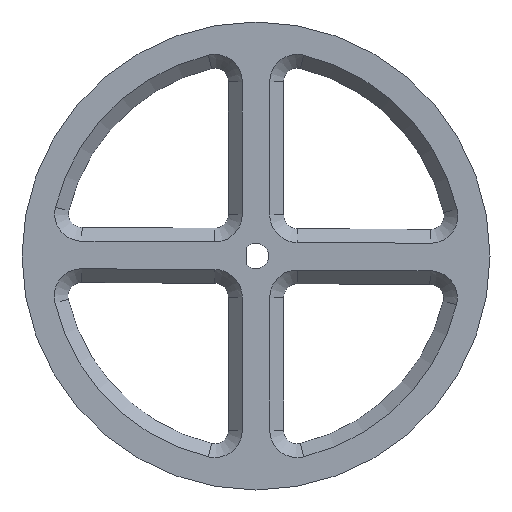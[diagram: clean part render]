
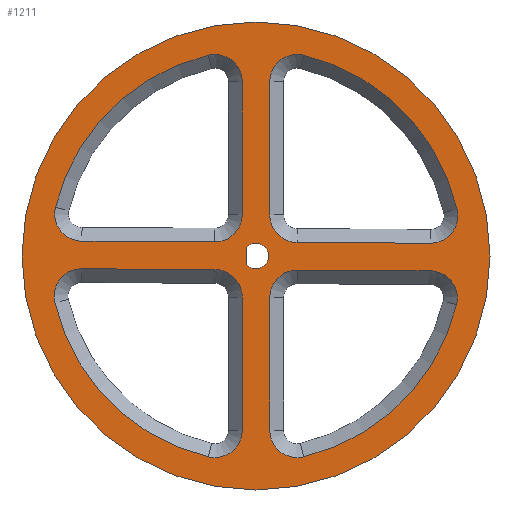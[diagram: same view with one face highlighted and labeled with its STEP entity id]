
A CAD part, front view. The second image highlights one B-rep face of the part: STEP entity #1211.
In plain terms, the highlighted planar face has unit normal (0, -1, 0).
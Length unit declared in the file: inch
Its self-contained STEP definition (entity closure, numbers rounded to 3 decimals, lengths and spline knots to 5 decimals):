
#16=FACE_BOUND('',#239,.T.);
#17=FACE_BOUND('',#240,.T.);
#18=FACE_BOUND('',#241,.T.);
#19=FACE_BOUND('',#242,.T.);
#20=FACE_BOUND('',#243,.T.);
#49=CIRCLE('',#1292,0.1248);
#51=CIRCLE('',#1296,0.1248);
#52=CIRCLE('',#1298,0.9374);
#55=CIRCLE('',#1302,0.1248);
#57=CIRCLE('',#1308,1.0625);
#58=CIRCLE('',#1309,0.1248);
#59=CIRCLE('',#1310,0.9374);
#60=CIRCLE('',#1311,0.1248);
#61=CIRCLE('',#1312,0.1248);
#62=CIRCLE('',#1313,0.1248);
#63=CIRCLE('',#1314,0.1248);
#64=CIRCLE('',#1315,0.9374);
#65=CIRCLE('',#1316,0.1248);
#66=CIRCLE('',#1317,0.0575);
#67=CIRCLE('',#1318,0.1248);
#68=CIRCLE('',#1319,0.1248);
#69=CIRCLE('',#1320,0.9374);
#70=CIRCLE('',#1321,0.1248);
#159=FACE_OUTER_BOUND('',#238,.T.);
#238=EDGE_LOOP('',(#855));
#239=EDGE_LOOP('',(#856,#857,#858,#859,#860,#861));
#240=EDGE_LOOP('',(#862,#863,#864,#865,#866,#867));
#241=EDGE_LOOP('',(#868,#869));
#242=EDGE_LOOP('',(#870,#871,#872,#873,#874,#875));
#243=EDGE_LOOP('',(#876,#877,#878,#879,#880,#881));
#322=LINE('',#1852,#430);
#327=LINE('',#1866,#435);
#337=LINE('',#1902,#445);
#338=LINE('',#1910,#446);
#339=LINE('',#1916,#447);
#340=LINE('',#1923,#448);
#341=LINE('',#1927,#449);
#342=LINE('',#1930,#450);
#343=LINE('',#1934,#451);
#430=VECTOR('',#1443,0.3937);
#435=VECTOR('',#1456,0.3937);
#445=VECTOR('',#1496,0.3937);
#446=VECTOR('',#1503,0.3937);
#447=VECTOR('',#1508,0.3937);
#448=VECTOR('',#1515,0.3937);
#449=VECTOR('',#1518,0.3937);
#450=VECTOR('',#1519,0.3937);
#451=VECTOR('',#1522,0.3937);
#538=VERTEX_POINT('',#1849);
#539=VERTEX_POINT('',#1851);
#542=VERTEX_POINT('',#1859);
#544=VERTEX_POINT('',#1864);
#546=VERTEX_POINT('',#1871);
#548=VERTEX_POINT('',#1876);
#553=VERTEX_POINT('',#1898);
#554=VERTEX_POINT('',#1900);
#555=VERTEX_POINT('',#1901);
#556=VERTEX_POINT('',#1903);
#557=VERTEX_POINT('',#1905);
#558=VERTEX_POINT('',#1907);
#559=VERTEX_POINT('',#1909);
#560=VERTEX_POINT('',#1912);
#561=VERTEX_POINT('',#1913);
#562=VERTEX_POINT('',#1915);
#563=VERTEX_POINT('',#1917);
#564=VERTEX_POINT('',#1919);
#565=VERTEX_POINT('',#1921);
#566=VERTEX_POINT('',#1924);
#567=VERTEX_POINT('',#1925);
#568=VERTEX_POINT('',#1928);
#569=VERTEX_POINT('',#1929);
#570=VERTEX_POINT('',#1931);
#571=VERTEX_POINT('',#1933);
#572=VERTEX_POINT('',#1935);
#573=VERTEX_POINT('',#1937);
#642=EDGE_CURVE('',#538,#539,#322,.T.);
#647=EDGE_CURVE('',#542,#538,#49,.T.);
#649=EDGE_CURVE('',#544,#542,#327,.T.);
#653=EDGE_CURVE('',#546,#544,#51,.T.);
#655=EDGE_CURVE('',#548,#546,#52,.T.);
#658=EDGE_CURVE('',#539,#548,#55,.T.);
#666=EDGE_CURVE('',#553,#553,#57,.T.);
#667=EDGE_CURVE('',#554,#555,#337,.T.);
#668=EDGE_CURVE('',#556,#554,#58,.T.);
#669=EDGE_CURVE('',#557,#556,#59,.T.);
#670=EDGE_CURVE('',#558,#557,#60,.T.);
#671=EDGE_CURVE('',#559,#558,#338,.T.);
#672=EDGE_CURVE('',#555,#559,#61,.T.);
#673=EDGE_CURVE('',#560,#561,#62,.T.);
#674=EDGE_CURVE('',#562,#560,#339,.T.);
#675=EDGE_CURVE('',#563,#562,#63,.T.);
#676=EDGE_CURVE('',#564,#563,#64,.T.);
#677=EDGE_CURVE('',#565,#564,#65,.T.);
#678=EDGE_CURVE('',#561,#565,#340,.T.);
#679=EDGE_CURVE('',#566,#567,#66,.T.);
#680=EDGE_CURVE('',#567,#566,#341,.T.);
#681=EDGE_CURVE('',#568,#569,#342,.T.);
#682=EDGE_CURVE('',#570,#568,#67,.T.);
#683=EDGE_CURVE('',#571,#570,#343,.T.);
#684=EDGE_CURVE('',#572,#571,#68,.T.);
#685=EDGE_CURVE('',#573,#572,#69,.T.);
#686=EDGE_CURVE('',#569,#573,#70,.T.);
#855=ORIENTED_EDGE('',*,*,#666,.T.);
#856=ORIENTED_EDGE('',*,*,#667,.F.);
#857=ORIENTED_EDGE('',*,*,#668,.F.);
#858=ORIENTED_EDGE('',*,*,#669,.F.);
#859=ORIENTED_EDGE('',*,*,#670,.F.);
#860=ORIENTED_EDGE('',*,*,#671,.F.);
#861=ORIENTED_EDGE('',*,*,#672,.F.);
#862=ORIENTED_EDGE('',*,*,#673,.F.);
#863=ORIENTED_EDGE('',*,*,#674,.F.);
#864=ORIENTED_EDGE('',*,*,#675,.F.);
#865=ORIENTED_EDGE('',*,*,#676,.F.);
#866=ORIENTED_EDGE('',*,*,#677,.F.);
#867=ORIENTED_EDGE('',*,*,#678,.F.);
#868=ORIENTED_EDGE('',*,*,#679,.T.);
#869=ORIENTED_EDGE('',*,*,#680,.T.);
#870=ORIENTED_EDGE('',*,*,#681,.F.);
#871=ORIENTED_EDGE('',*,*,#682,.F.);
#872=ORIENTED_EDGE('',*,*,#683,.F.);
#873=ORIENTED_EDGE('',*,*,#684,.F.);
#874=ORIENTED_EDGE('',*,*,#685,.F.);
#875=ORIENTED_EDGE('',*,*,#686,.F.);
#876=ORIENTED_EDGE('',*,*,#642,.F.);
#877=ORIENTED_EDGE('',*,*,#647,.F.);
#878=ORIENTED_EDGE('',*,*,#649,.F.);
#879=ORIENTED_EDGE('',*,*,#653,.F.);
#880=ORIENTED_EDGE('',*,*,#655,.F.);
#881=ORIENTED_EDGE('',*,*,#658,.F.);
#1179=PLANE('',#1307);
#1211=ADVANCED_FACE('',(#159,#16,#17,#18,#19,#20),#1179,.T.);
#1292=AXIS2_PLACEMENT_3D('',#1861,#1451,#1452);
#1296=AXIS2_PLACEMENT_3D('',#1873,#1463,#1464);
#1298=AXIS2_PLACEMENT_3D('',#1878,#1468,#1469);
#1302=AXIS2_PLACEMENT_3D('',#1882,#1476,#1477);
#1307=AXIS2_PLACEMENT_3D('',#1897,#1492,#1493);
#1308=AXIS2_PLACEMENT_3D('',#1899,#1494,#1495);
#1309=AXIS2_PLACEMENT_3D('',#1904,#1497,#1498);
#1310=AXIS2_PLACEMENT_3D('',#1906,#1499,#1500);
#1311=AXIS2_PLACEMENT_3D('',#1908,#1501,#1502);
#1312=AXIS2_PLACEMENT_3D('',#1911,#1504,#1505);
#1313=AXIS2_PLACEMENT_3D('',#1914,#1506,#1507);
#1314=AXIS2_PLACEMENT_3D('',#1918,#1509,#1510);
#1315=AXIS2_PLACEMENT_3D('',#1920,#1511,#1512);
#1316=AXIS2_PLACEMENT_3D('',#1922,#1513,#1514);
#1317=AXIS2_PLACEMENT_3D('',#1926,#1516,#1517);
#1318=AXIS2_PLACEMENT_3D('',#1932,#1520,#1521);
#1319=AXIS2_PLACEMENT_3D('',#1936,#1523,#1524);
#1320=AXIS2_PLACEMENT_3D('',#1938,#1525,#1526);
#1321=AXIS2_PLACEMENT_3D('',#1939,#1527,#1528);
#1443=DIRECTION('',(0.,0.,-1.));
#1451=DIRECTION('center_axis',(0.,-1.,0.));
#1452=DIRECTION('ref_axis',(-0.705,0.,0.709));
#1456=DIRECTION('',(-1.,0.,0.006));
#1463=DIRECTION('center_axis',(0.,-1.,0.));
#1464=DIRECTION('ref_axis',(0.788,0.,0.616));
#1468=DIRECTION('center_axis',(0.,-1.,0.));
#1469=DIRECTION('ref_axis',(0.989,0.,-0.148));
#1476=DIRECTION('center_axis',(0.,-1.,0.));
#1477=DIRECTION('ref_axis',(-0.62,0.,-0.784));
#1492=DIRECTION('center_axis',(0.,-1.,0.));
#1493=DIRECTION('ref_axis',(0.,0.,-1.));
#1494=DIRECTION('center_axis',(0.,-1.,0.));
#1495=DIRECTION('ref_axis',(1.,0.,0.));
#1496=DIRECTION('',(0.,0.,-1.));
#1497=DIRECTION('center_axis',(0.,-1.,0.));
#1498=DIRECTION('ref_axis',(-0.62,0.,0.784));
#1499=DIRECTION('center_axis',(0.,-1.,0.));
#1500=DIRECTION('ref_axis',(0.143,0.,0.99));
#1501=DIRECTION('center_axis',(0.,-1.,0.));
#1502=DIRECTION('ref_axis',(0.781,0.,-0.625));
#1503=DIRECTION('',(1.,0.,-0.006));
#1504=DIRECTION('center_axis',(0.,-1.,0.));
#1505=DIRECTION('ref_axis',(-0.709,0.,-0.705));
#1506=DIRECTION('center_axis',(0.,-1.,0.));
#1507=DIRECTION('ref_axis',(0.709,0.,0.705));
#1508=DIRECTION('',(0.,0.,1.));
#1509=DIRECTION('center_axis',(0.,-1.,0.));
#1510=DIRECTION('ref_axis',(0.62,0.,-0.784));
#1511=DIRECTION('center_axis',(0.,-1.,0.));
#1512=DIRECTION('ref_axis',(-0.143,0.,-0.99));
#1513=DIRECTION('center_axis',(0.,-1.,0.));
#1514=DIRECTION('ref_axis',(-0.781,0.,0.625));
#1515=DIRECTION('',(-1.,0.,0.006));
#1516=DIRECTION('center_axis',(0.,1.,0.));
#1517=DIRECTION('ref_axis',(0.739,0.,-0.674));
#1518=DIRECTION('',(0.,0.,1.));
#1519=DIRECTION('',(0.,0.,1.));
#1520=DIRECTION('center_axis',(0.,-1.,0.));
#1521=DIRECTION('ref_axis',(0.705,0.,-0.709));
#1522=DIRECTION('',(1.,0.,-0.006));
#1523=DIRECTION('center_axis',(0.,-1.,0.));
#1524=DIRECTION('ref_axis',(-0.788,0.,-0.616));
#1525=DIRECTION('center_axis',(0.,-1.,0.));
#1526=DIRECTION('ref_axis',(-0.989,0.,0.148));
#1527=DIRECTION('center_axis',(0.,-1.,0.));
#1528=DIRECTION('ref_axis',(0.62,0.,0.784));
#1849=CARTESIAN_POINT('',(0.0626,0.,-0.18846));
#1851=CARTESIAN_POINT('',(0.0626,0.,-0.7907));
#1852=CARTESIAN_POINT('',(0.0626,0.,-0.06285));
#1859=CARTESIAN_POINT('',(0.18811,0.,-0.06366));
#1861=CARTESIAN_POINT('Origin',(0.1874,0.,-0.18846));
#1864=CARTESIAN_POINT('',(0.79033,0.,-0.06707));
#1866=CARTESIAN_POINT('',(0.43265,0.,-0.06505));
#1871=CARTESIAN_POINT('',(0.91089,0.,-0.22134));
#1873=CARTESIAN_POINT('Origin',(0.78962,0.,-0.19187));
#1876=CARTESIAN_POINT('',(0.21618,0.,-0.91213));
#1878=CARTESIAN_POINT('Origin',(0.,0.,0.));
#1882=CARTESIAN_POINT('Origin',(0.1874,0.,-0.7907));
#1897=CARTESIAN_POINT('Origin',(0.,0.,0.));
#1898=CARTESIAN_POINT('',(1.0625,0.,0.));
#1899=CARTESIAN_POINT('Origin',(0.,0.,0.));
#1900=CARTESIAN_POINT('',(0.0626,0.,0.7907));
#1901=CARTESIAN_POINT('',(0.0626,0.,0.18634));
#1902=CARTESIAN_POINT('',(0.0626,0.,0.43301));
#1903=CARTESIAN_POINT('',(0.21618,0.,0.91213));
#1904=CARTESIAN_POINT('Origin',(0.1874,0.,0.7907));
#1905=CARTESIAN_POINT('',(0.91334,0.,0.21102));
#1906=CARTESIAN_POINT('Origin',(0.,0.,0.));
#1907=CARTESIAN_POINT('',(0.79104,0.,0.05813));
#1908=CARTESIAN_POINT('Origin',(0.79174,0.,0.18293));
#1909=CARTESIAN_POINT('',(0.18669,0.,0.06155));
#1910=CARTESIAN_POINT('',(0.0625,0.,0.06225));
#1911=CARTESIAN_POINT('Origin',(0.1874,0.,0.18634));
#1912=CARTESIAN_POINT('',(-0.0626,0.,-0.18634));
#1913=CARTESIAN_POINT('',(-0.18669,0.,-0.06155));
#1914=CARTESIAN_POINT('Origin',(-0.1874,0.,-0.18634));
#1915=CARTESIAN_POINT('',(-0.0626,0.,-0.7907));
#1916=CARTESIAN_POINT('',(-0.0626,0.,-0.43301));
#1917=CARTESIAN_POINT('',(-0.21618,0.,-0.91213));
#1918=CARTESIAN_POINT('Origin',(-0.1874,0.,-0.7907));
#1919=CARTESIAN_POINT('',(-0.91334,0.,-0.21102));
#1920=CARTESIAN_POINT('Origin',(0.,0.,0.));
#1921=CARTESIAN_POINT('',(-0.79104,0.,-0.05813));
#1922=CARTESIAN_POINT('Origin',(-0.79174,0.,-0.18293));
#1923=CARTESIAN_POINT('',(-0.0625,0.,-0.06225));
#1924=CARTESIAN_POINT('',(-0.0425,0.,0.03873));
#1925=CARTESIAN_POINT('',(-0.0425,0.,-0.03873));
#1926=CARTESIAN_POINT('Origin',(0.,0.,0.));
#1927=CARTESIAN_POINT('',(-0.0425,0.,0.01936));
#1928=CARTESIAN_POINT('',(-0.0626,0.,0.18846));
#1929=CARTESIAN_POINT('',(-0.0626,0.,0.7907));
#1930=CARTESIAN_POINT('',(-0.0626,0.,0.06285));
#1931=CARTESIAN_POINT('',(-0.18811,0.,0.06366));
#1932=CARTESIAN_POINT('Origin',(-0.1874,0.,0.18846));
#1933=CARTESIAN_POINT('',(-0.79033,0.,0.06707));
#1934=CARTESIAN_POINT('',(-0.43265,0.,0.06505));
#1935=CARTESIAN_POINT('',(-0.91089,0.,0.22134));
#1936=CARTESIAN_POINT('Origin',(-0.78962,0.,0.19187));
#1937=CARTESIAN_POINT('',(-0.21618,0.,0.91213));
#1938=CARTESIAN_POINT('Origin',(0.,0.,0.));
#1939=CARTESIAN_POINT('Origin',(-0.1874,0.,0.7907));
